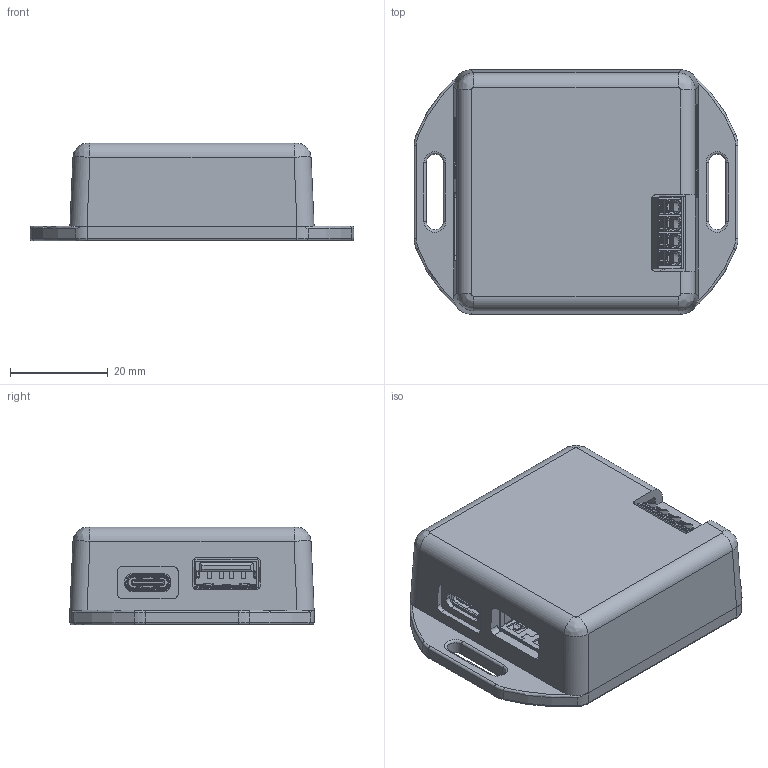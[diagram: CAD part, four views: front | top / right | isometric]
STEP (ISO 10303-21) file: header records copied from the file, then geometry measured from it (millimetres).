
FILE_DESCRIPTION(/* description */ (''),/* implementation_level */ '2;1');
FILE_NAME(/* name */ 'TBSUSBA_P01_vereinfacht.stp',/* time_stamp */ '2025-02-17T13:58:06+01:00',/* author */ ('jspachtholz'),/* organization */ (''),/* preprocessor_version */ 'ST-DEVELOPER v19.2',/* originating_system */ 'Autodesk Inventor 2023',/* authorisation */ '');
FILE_SCHEMA (('AUTOMOTIVE_DESIGN { 1 0 10303 214 3 1 1 }'));
Products named in the file (1): Bauteil167
Bounding box: 66.3 x 50 x 20 mm (x, y, z)
Volume: 43865 mm3; surface area: 17717 mm2
Topology: 2 solids, 6 shells, 2703 faces, 8035 edges, 5207 vertices
Faces by surface type: plane 1797, cylinder 729, bspline 108, torus 37, cone 32
Full cylindrical faces by diameter (mm): 0.3 x1, 0.35 x3, 0.5 x4, 0.61 x16, 1.025 x2, 1.1 x4, 1.15 x2, 1.2 x2, 1.5 x2, 1.65 x2, 3 x1, 3.5 x2
Entity records: 103036 total; most frequent: CARTESIAN_POINT 26545, ORIENTED_EDGE 16070, DIRECTION 14810, EDGE_CURVE 8035, LINE 5984, VECTOR 5984, VERTEX_POINT 5207, AXIS2_PLACEMENT_3D 4413
